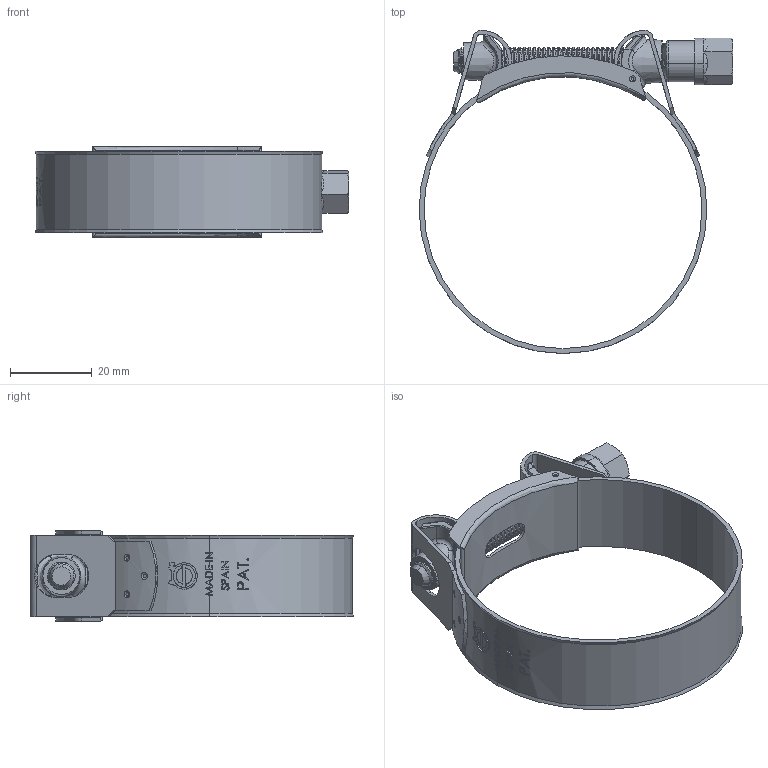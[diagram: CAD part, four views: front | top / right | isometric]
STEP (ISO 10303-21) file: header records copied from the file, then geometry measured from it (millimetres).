
FILE_DESCRIPTION (( 'STEP AP214' ), '1' );
FILE_NAME ('MK-03019178.STEP', '2018-09-10T11:58:56', ( '' ), ( '' ), 'SwSTEP 2.0', 'SolidWorks 2018', '' );
FILE_SCHEMA (( 'AUTOMOTIVE_DESIGN' ));
Length unit declared in the file: millimetre
Products named in the file (1): MK-03019178
Bounding box: 76.76 x 79.06 x 22.1 mm (x, y, z)
Volume: 9840.3 mm3; surface area: 17888.4 mm2
Topology: 5 solids, 5 shells, 890 faces, 2352 edges, 1492 vertices
Faces by surface type: plane 282, bspline 264, cylinder 256, sphere 34, cone 29, torus 25
Entity records: 73132 total; most frequent: CARTESIAN_POINT 44206, ORIENTED_EDGE 4648, DIRECTION 2910, EDGE_CURVE 2324, VERTEX_POINT 1490, AXIS2_PLACEMENT_3D 1072, B_SPLINE_CURVE_WITH_KNOTS 983, EDGE_LOOP 950
